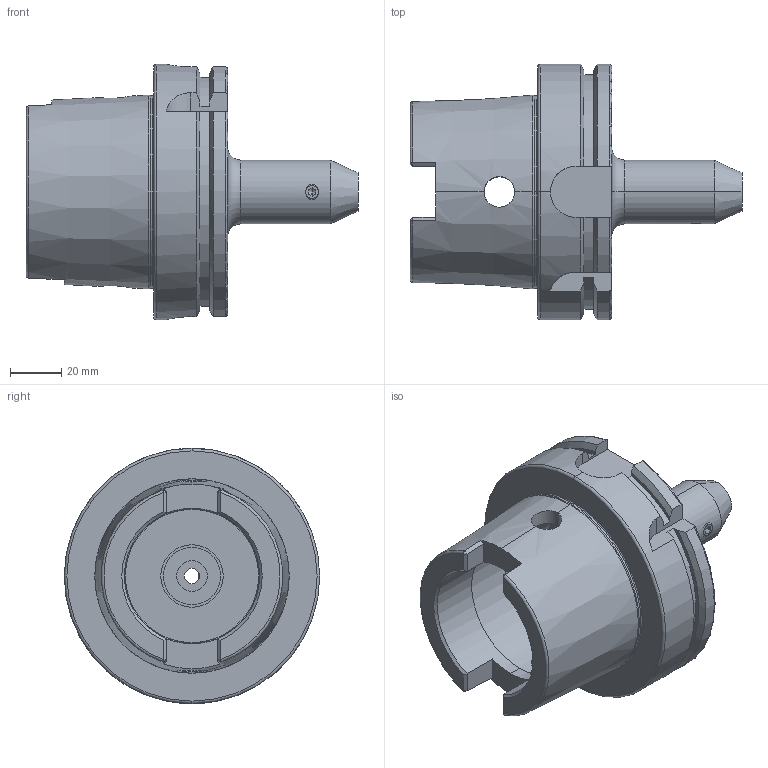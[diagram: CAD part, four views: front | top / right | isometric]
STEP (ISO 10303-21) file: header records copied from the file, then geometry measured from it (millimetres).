
FILE_DESCRIPTION (( 'STEP AP203' ), '1' );
FILE_NAME ('S.A100.0206.80K.STEP', '2018-07-13T16:39:07', ( '' ), ( '' ), 'SwSTEP 2.0', 'SolidWorks 2013', '' );
FILE_SCHEMA (( 'CONFIG_CONTROL_DESIGN' ));
Length unit declared in the file: millimetre
Products named in the file (1): S.A100.0206.80K
Bounding box: 130 x 100 x 100 mm (x, y, z)
Volume: 274513.1 mm3; surface area: 55089.6 mm2
Topology: 2 solids, 2 shells, 145 faces, 361 edges, 219 vertices
Faces by surface type: cylinder 49, plane 49, cone 24, torus 15, bspline 8
Entity records: 5057 total; most frequent: CARTESIAN_POINT 1603, ORIENTED_EDGE 706, DIRECTION 702, EDGE_CURVE 353, AXIS2_PLACEMENT_3D 274, VERTEX_POINT 219, EDGE_LOOP 160, LINE 154
